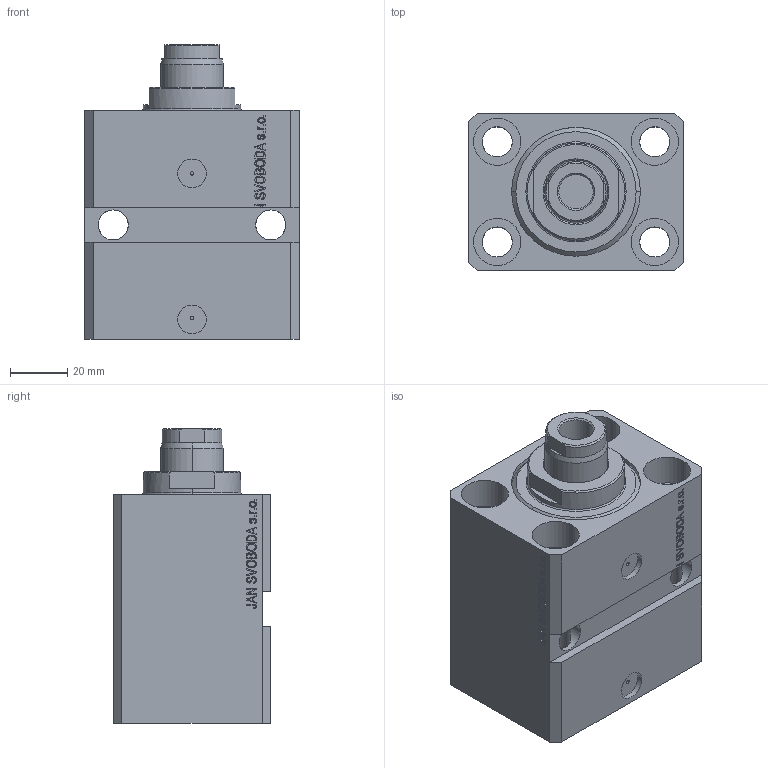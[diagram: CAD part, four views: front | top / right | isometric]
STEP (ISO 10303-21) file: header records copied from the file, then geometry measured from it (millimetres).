
FILE_DESCRIPTION (( 'STEP AP203' ), '1' );
FILE_NAME ('8cd2.STEP', '2020-10-08T23:58:49', ( '' ), ( '' ), 'SwSTEP 2.0', 'SolidWorks 2019', '' );
FILE_SCHEMA (( 'CONFIG_CONTROL_DESIGN' ));
Length unit declared in the file: millimetre
Products named in the file (4): 8cd2; V250CE_E_vnitrni cast pro vysunuti 59f8a8fb6a6149dd37276c3fcfdb05ca; V250CE_E 59f8a8fb6a6149dd37276c3fcfdb05ca; V250CE_C_VCP 59f8a8fb6a6149dd37276c3fcfdb05ca
Assembly tree (3 placements, depth 2):
  8cd2
    V250CE_E 59f8a8fb6a6149dd37276c3fcfdb05ca
    V250CE_E_vnitrni cast pro vysunuti 59f8a8fb6a6149dd37276c3fcfdb05ca
    V250CE_C_VCP 59f8a8fb6a6149dd37276c3fcfdb05ca
Bounding box: 75 x 55 x 103 mm (x, y, z)
Volume: 279785.4 mm3; surface area: 66628.5 mm2
Topology: 3 solids, 3 shells, 885 faces, 2282 edges, 1502 vertices
Faces by surface type: plane 435, bspline 354, cylinder 82, cone 12, torus 2
Entity records: 43806 total; most frequent: CARTESIAN_POINT 24147, ORIENTED_EDGE 4564, DIRECTION 2768, EDGE_CURVE 2282, VERTEX_POINT 1502, VECTOR 1386, LINE 1386, EDGE_LOOP 1012
